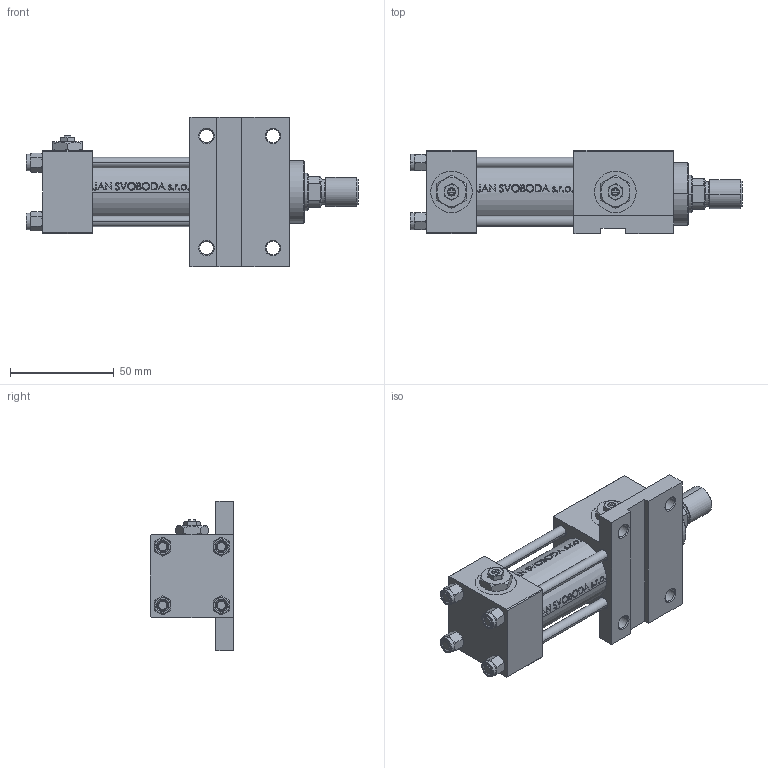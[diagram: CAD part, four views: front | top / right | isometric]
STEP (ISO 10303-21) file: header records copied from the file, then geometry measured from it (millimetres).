
FILE_DESCRIPTION (( 'STEP AP203' ), '1' );
FILE_NAME ('4d7d.STEP', '2023-01-17T19:05:02', ( '' ), ( '' ), 'SwSTEP 2.0', 'SolidWorks 2019', '' );
FILE_SCHEMA (( 'CONFIG_CONTROL_DESIGN' ));
Length unit declared in the file: millimetre
Products named in the file (8): V215CR_F_Body 4bce3b793c038fad4ee41ff64e9f593e; V215CR_F_TYCINKA 4bce3b793c038fad4ee41ff64e9f593e; ROD_END_AH 4bce3b793c038fad4ee41ff64e9f593e; Zatka_pro_OIL_PORT 4bce3b793c038fad4ee41ff64e9f593e; V215CR_VCP_F 4bce3b793c038fad4ee41ff64e9f593e; 4d7d; V215_VC_A 4bce3b793c038fad4ee41ff64e9f593e; NUT_M5_F 4bce3b793c038fad4ee41ff64e9f593e
Assembly tree (14 placements, depth 2):
  4d7d
    V215CR_F_Body 4bce3b793c038fad4ee41ff64e9f593e
    V215CR_VCP_F 4bce3b793c038fad4ee41ff64e9f593e
    V215CR_F_TYCINKA 4bce3b793c038fad4ee41ff64e9f593e  x4
    NUT_M5_F 4bce3b793c038fad4ee41ff64e9f593e  x4
    V215_VC_A 4bce3b793c038fad4ee41ff64e9f593e
    ROD_END_AH 4bce3b793c038fad4ee41ff64e9f593e
    Zatka_pro_OIL_PORT 4bce3b793c038fad4ee41ff64e9f593e  x2
Bounding box: 160 x 40 x 72 mm (x, y, z)
Volume: 160885.2 mm3; surface area: 63897.2 mm2
Topology: 14 solids, 14 shells, 1218 faces, 2993 edges, 1921 vertices
Faces by surface type: plane 488, bspline 380, cone 198, cylinder 142, torus 10
Entity records: 50100 total; most frequent: CARTESIAN_POINT 26550, ORIENTED_EDGE 5286, DIRECTION 3438, EDGE_CURVE 2643, VERTEX_POINT 1719, LINE 1336, VECTOR 1336, EDGE_LOOP 1196
